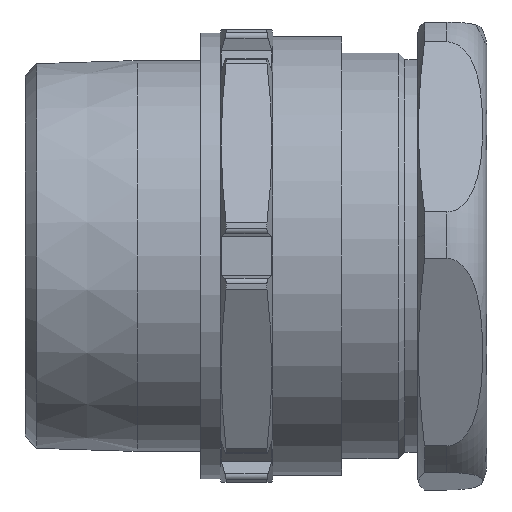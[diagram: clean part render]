
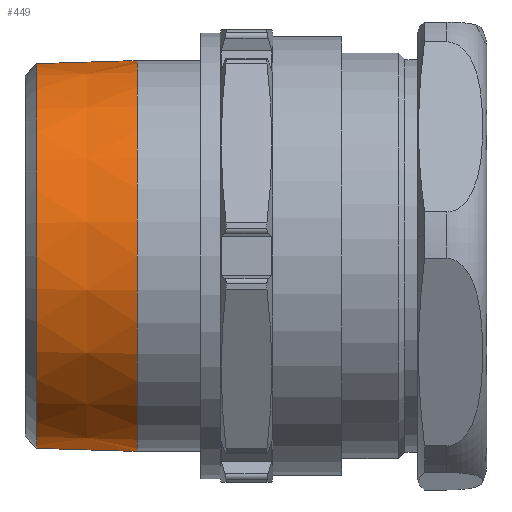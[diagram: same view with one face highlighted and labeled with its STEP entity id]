
A CAD part, front view. The second image highlights one B-rep face of the part: STEP entity #449.
In plain terms, the highlighted conical face has half-angle 1.78 degrees and reference radius 29.712 mm.
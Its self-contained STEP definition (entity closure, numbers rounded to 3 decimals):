
#168 = CARTESIAN_POINT ( 'NONE',  ( 1.759, 0., 0. ) ) ;
#232 = VERTEX_POINT ( 'NONE', #1590 ) ;
#298 = CIRCLE ( 'NONE', #2439, 29.767 ) ;
#446 = CARTESIAN_POINT ( 'NONE',  ( 0., 0., 0. ) ) ;
#449 = ADVANCED_FACE ( 'NONE', ( #3380 ), #1562, .T. ) ;
#487 = AXIS2_PLACEMENT_3D ( 'NONE', #2838, #2275, #822 ) ;
#649 = EDGE_CURVE ( 'NONE', #3155, #1801, #2612, .T. ) ;
#822 = DIRECTION ( 'NONE',  ( 0., 0., 1. ) ) ;
#1339 = DIRECTION ( 'NONE',  ( 1., 0., 0. ) ) ;
#1345 = VECTOR ( 'NONE', #3789, 1000. ) ;
#1400 = EDGE_LOOP ( 'NONE', ( #1697, #1818, #1479, #1575 ) ) ;
#1456 = EDGE_CURVE ( 'NONE', #1801, #232, #3472, .T. ) ;
#1479 = ORIENTED_EDGE ( 'NONE', *, *, #649, .T. ) ;
#1562 = CONICAL_SURFACE ( 'NONE', #2298, 29.712, 0.031 ) ;
#1575 = ORIENTED_EDGE ( 'NONE', *, *, #1456, .T. ) ;
#1590 = CARTESIAN_POINT ( 'NONE',  ( 17.3, 0., 30.25 ) ) ;
#1693 = DIRECTION ( 'NONE',  ( 0., 0., -1. ) ) ;
#1697 = ORIENTED_EDGE ( 'NONE', *, *, #3048, .F. ) ;
#1702 = CARTESIAN_POINT ( 'NONE',  ( 0., 0., 29.712 ) ) ;
#1801 = VERTEX_POINT ( 'NONE', #3523 ) ;
#1818 = ORIENTED_EDGE ( 'NONE', *, *, #1966, .T. ) ;
#1966 = EDGE_CURVE ( 'NONE', #2970, #3155, #298, .T. ) ;
#2214 = DIRECTION ( 'NONE',  ( 1., 0., 0.031 ) ) ;
#2236 = CARTESIAN_POINT ( 'NONE',  ( 1.759, 0., -29.767 ) ) ;
#2275 = DIRECTION ( 'NONE',  ( -1., 0., 0. ) ) ;
#2298 = AXIS2_PLACEMENT_3D ( 'NONE', #446, #3082, #3399 ) ;
#2439 = AXIS2_PLACEMENT_3D ( 'NONE', #168, #1339, #1693 ) ;
#2463 = CARTESIAN_POINT ( 'NONE',  ( 1.759, 0., 29.767 ) ) ;
#2612 = LINE ( 'NONE', #2959, #1345 ) ;
#2796 = LINE ( 'NONE', #1702, #3470 ) ;
#2838 = CARTESIAN_POINT ( 'NONE',  ( 17.3, 0., 0. ) ) ;
#2959 = CARTESIAN_POINT ( 'NONE',  ( 0., 0., -29.712 ) ) ;
#2970 = VERTEX_POINT ( 'NONE', #2463 ) ;
#3048 = EDGE_CURVE ( 'NONE', #2970, #232, #2796, .T. ) ;
#3082 = DIRECTION ( 'NONE',  ( 1., 0., 0. ) ) ;
#3155 = VERTEX_POINT ( 'NONE', #2236 ) ;
#3380 = FACE_OUTER_BOUND ( 'NONE', #1400, .T. ) ;
#3399 = DIRECTION ( 'NONE',  ( 0., 0., -1. ) ) ;
#3470 = VECTOR ( 'NONE', #2214, 1000. ) ;
#3472 = CIRCLE ( 'NONE', #487, 30.25 ) ;
#3523 = CARTESIAN_POINT ( 'NONE',  ( 17.3, 0., -30.25 ) ) ;
#3789 = DIRECTION ( 'NONE',  ( 1., 0., -0.031 ) ) ;
